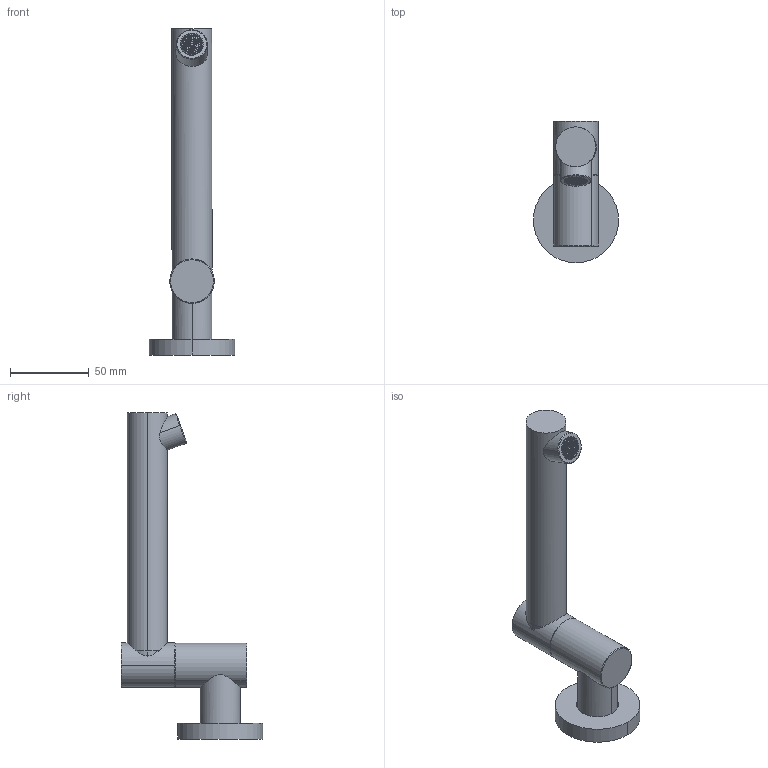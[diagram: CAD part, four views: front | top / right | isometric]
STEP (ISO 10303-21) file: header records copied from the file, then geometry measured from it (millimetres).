
FILE_DESCRIPTION (( 'STEP AP214' ), '1' );
FILE_NAME ('SUSSEX_SCALA_SBOSS200_bath_outlet_swivel_straight_200_shell.STEP', '2021-07-28T07:03:08', ( '' ), ( '' ), 'SwSTEP 2.0', 'SolidWorks 2020', '' );
FILE_SCHEMA (( 'AUTOMOTIVE_DESIGN' ));
Length unit declared in the file: millimetre
Products named in the file (1): SUSSEX_SCALA_SBOSS200_bath_outlet_swivel_straight_200_shell
Bounding box: 54 x 89.61 x 206.95 mm (x, y, z)
Volume: 88496.3 mm3; surface area: 49164.7 mm2
Topology: 7 solids, 7 shells, 579 faces, 1504 edges, 1000 vertices
Faces by surface type: plane 525, cylinder 40, cone 10, bspline 2, torus 2
Entity records: 25047 total; most frequent: CARTESIAN_POINT 4403, ORIENTED_EDGE 3008, DIRECTION 2765, EDGE_CURVE 1504, LINE 1341, VECTOR 1341, VERTEX_POINT 1000, AXIS2_PLACEMENT_3D 712
